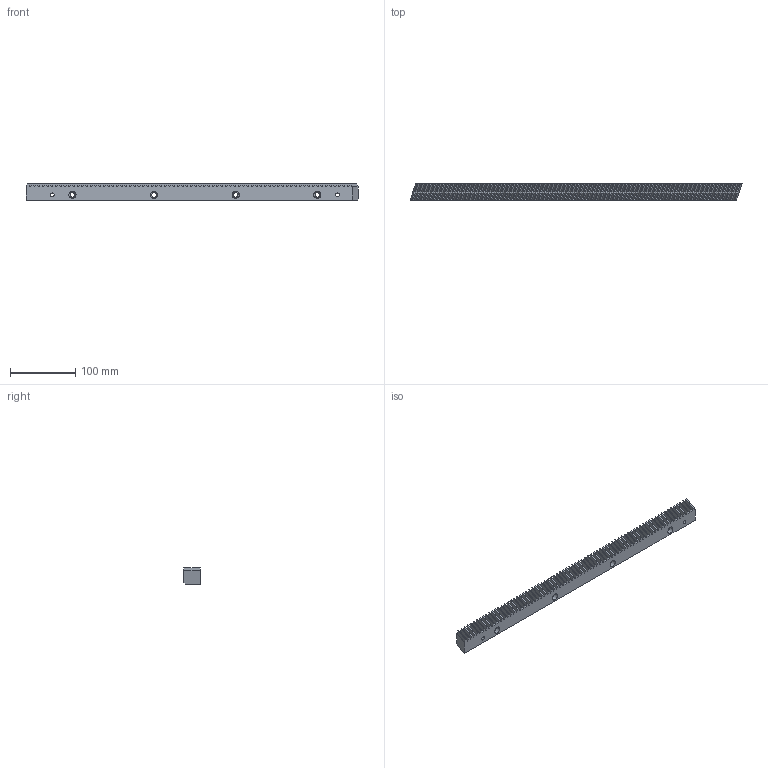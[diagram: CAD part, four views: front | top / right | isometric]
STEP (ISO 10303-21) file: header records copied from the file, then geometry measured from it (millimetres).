
FILE_DESCRIPTION(('STEP AP214'),'1');
FILE_NAME('145-020-205.stp','2017-08-14T08:18:46',('TraceParts'),('TraceParts S.A.'),'Spatial InterOp 3D',' ',' ');
FILE_SCHEMA(('automotive_design'));
Length unit declared in the file: millimetre
Products named in the file (1): 145-020-205
Bounding box: 508.27 x 25 x 24.75 mm (x, y, z)
Volume: 274868.4 mm3; surface area: 63634.5 mm2
Topology: 1 solids, 1 shells, 331 faces, 975 edges, 650 vertices
Faces by surface type: plane 311, cylinder 20
Entity records: 13526 total; most frequent: CARTESIAN_POINT 1957, ORIENTED_EDGE 1950, DIRECTION 1679, EDGE_CURVE 975, LINE 935, VECTOR 935, VERTEX_POINT 650, AXIS2_PLACEMENT_3D 372
